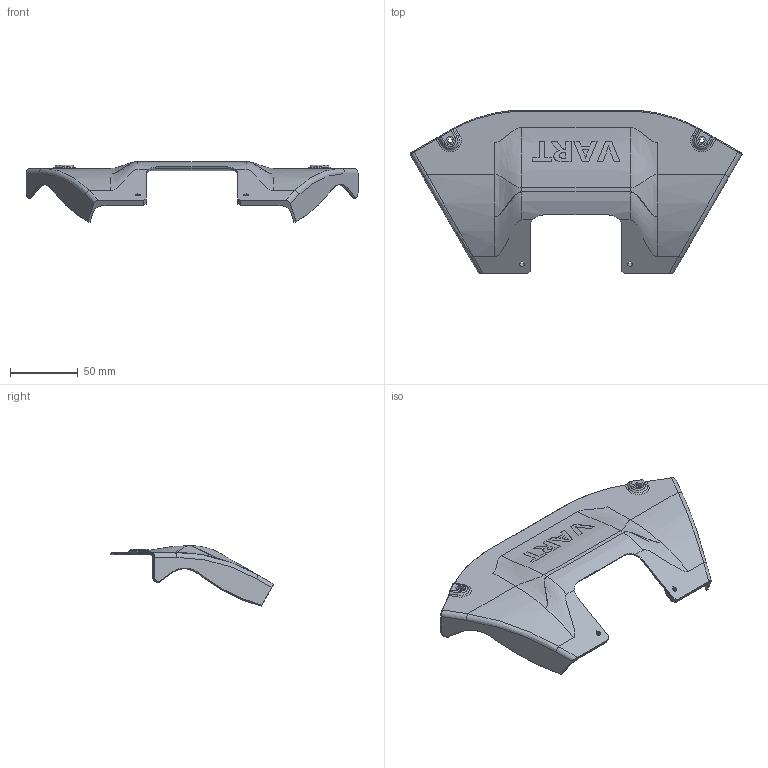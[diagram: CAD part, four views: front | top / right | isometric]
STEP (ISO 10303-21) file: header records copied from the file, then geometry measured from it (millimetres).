
FILE_DESCRIPTION(('STEP AP203'), '1');
FILE_NAME('Êðûøêà', '2025-01-15T10:35:14', ('NewTToNN'), (''), 'C3D Converter', 'C3D Toolkit', '');
FILE_SCHEMA(('CONFIG_CONTROL_DESIGN'));
Length unit declared in the file: millimetre
Bounding box: 245.64 x 120.86 x 44.73 mm (x, y, z)
Volume: 40150.1 mm3; surface area: 50381.2 mm2
Topology: 1 solids, 1 shells, 243 faces, 629 edges, 388 vertices
Faces by surface type: plane 123, cylinder 40, extrusion 32, bspline 28, cone 16, torus 4
Entity records: 13612 total; most frequent: CARTESIAN_POINT 8040, ORIENTED_EDGE 1242, DIRECTION 959, EDGE_CURVE 621, VECTOR 403, VERTEX_POINT 388, LINE 371, AXIS2_PLACEMENT_3D 278
